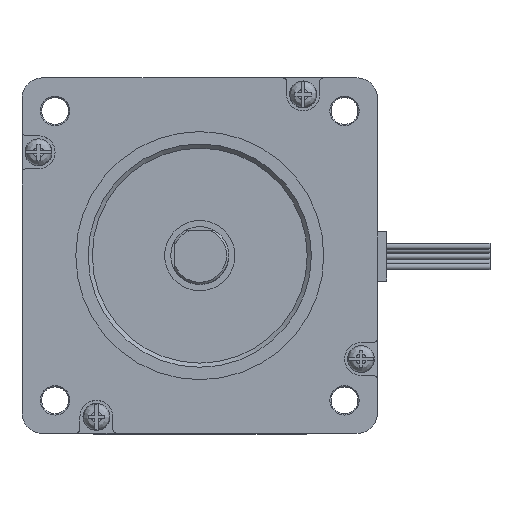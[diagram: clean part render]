
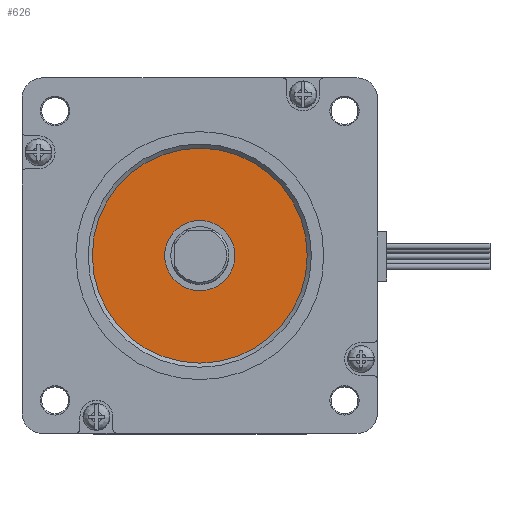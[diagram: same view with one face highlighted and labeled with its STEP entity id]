
A CAD part, top view. The second image highlights one B-rep face of the part: STEP entity #626.
In plain terms, the highlighted planar face has unit normal (0, 0, 1).
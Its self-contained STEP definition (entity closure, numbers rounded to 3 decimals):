
#626 = ADVANCED_FACE( '', ( #1406, #1407 ), #1408, .F. );
#1406 = FACE_OUTER_BOUND( '', #2498, .T. );
#1407 = FACE_BOUND( '', #2499, .T. );
#1408 = PLANE( '', #2500 );
#2498 = EDGE_LOOP( '', ( #4648 ) );
#2499 = EDGE_LOOP( '', ( #4649 ) );
#2500 = AXIS2_PLACEMENT_3D( '', #4650, #4651, #4652 );
#4648 = ORIENTED_EDGE( '', *, *, #6793, .F. );
#4649 = ORIENTED_EDGE( '', *, *, #6388, .F. );
#4650 = CARTESIAN_POINT( '', ( 0., 0., 18.1 ) );
#4651 = DIRECTION( '', ( 0., 0., -1. ) );
#4652 = DIRECTION( '', ( -1., 0., 0. ) );
#6388 = EDGE_CURVE( '', #7562, #7562, #7563, .F. );
#6793 = EDGE_CURVE( '', #8204, #8204, #8205, .T. );
#7562 = VERTEX_POINT( '', #9336 );
#7563 = CIRCLE( '', #9337, 8.5 );
#8204 = VERTEX_POINT( '', #10284 );
#8205 = CIRCLE( '', #10285, 26. );
#9336 = CARTESIAN_POINT( '', ( -8.5, 0., 18.1 ) );
#9337 = AXIS2_PLACEMENT_3D( '', #11513, #11514, #11515 );
#10284 = CARTESIAN_POINT( '', ( 26., 0., 18.1 ) );
#10285 = AXIS2_PLACEMENT_3D( '', #12039, #12040, #12041 );
#11513 = CARTESIAN_POINT( '', ( 0., 0., 18.1 ) );
#11514 = DIRECTION( '', ( 0., 0., -1. ) );
#11515 = DIRECTION( '', ( -1., 0., 0. ) );
#12039 = CARTESIAN_POINT( '', ( 0., 0., 18.1 ) );
#12040 = DIRECTION( '', ( 0., 0., -1. ) );
#12041 = DIRECTION( '', ( 1., 0., 0. ) );
